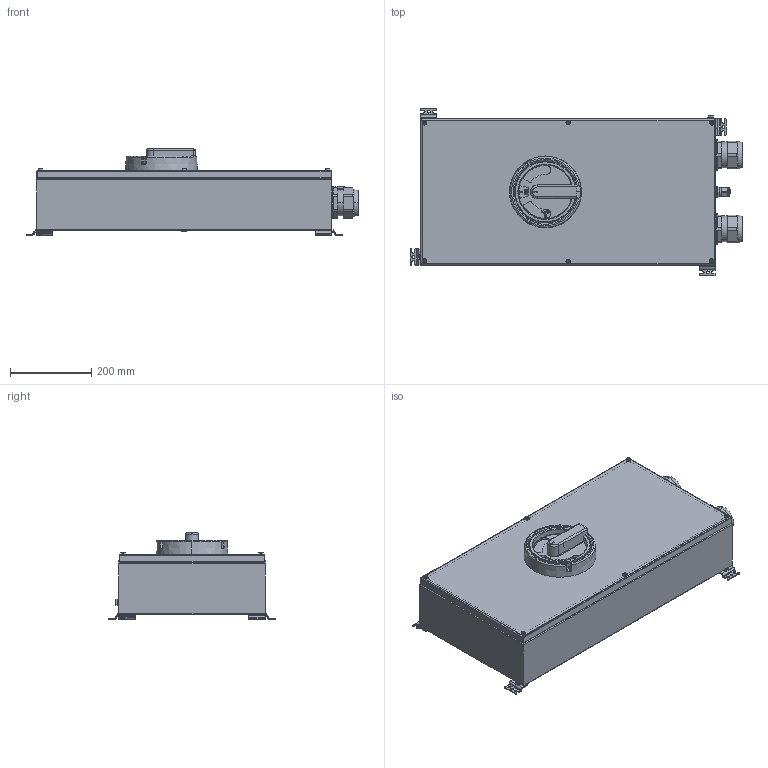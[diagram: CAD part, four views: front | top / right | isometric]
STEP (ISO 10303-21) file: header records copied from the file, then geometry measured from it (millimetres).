
FILE_DESCRIPTION (( 'STEP AP203' ), '1' );
FILE_NAME ('8150-5-V37-308-51-____-K-201468.STEP', '2015-07-23T07:43:05', ( '' ), ( '' ), 'SwSTEP 2.0', 'SolidWorks 2015', '' );
FILE_SCHEMA (( 'CONFIG_CONTROL_DESIGN' ));
Products named in the file (1): 8150-5-V37-308-51-____-K-201468
Bounding box: 817.41 x 412 x 212.8 mm (x, y, z)
Volume: 39383193.6 mm3; surface area: 1123295.1 mm2
Topology: 1 solids, 1 shells, 1865 faces, 4752 edges, 2894 vertices
Faces by surface type: plane 631, cylinder 577, cone 381, bspline 141, torus 107, sphere 28
Entity records: 62035 total; most frequent: CARTESIAN_POINT 17727, ORIENTED_EDGE 9392, DIRECTION 9288, EDGE_CURVE 4696, AXIS2_PLACEMENT_3D 3607, VERTEX_POINT 2894, LINE 2074, VECTOR 2074
